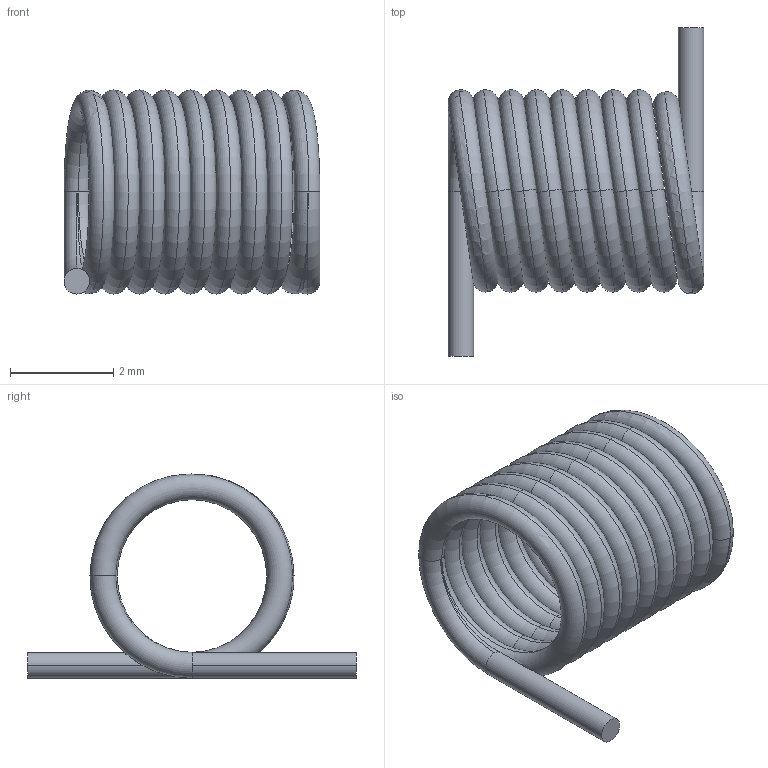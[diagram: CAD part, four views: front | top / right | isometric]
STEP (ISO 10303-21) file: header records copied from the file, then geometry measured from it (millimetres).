
FILE_DESCRIPTION((''),'2;1');
FILE_NAME('IND_COILCRAFT_1812SMS_Part1.stp','2015-02-12T15:47:29',(''),(''),'Mechanical Desktop 2011','Mechanical Desktop 2011',', , ');
FILE_SCHEMA(('AUTOMOTIVE_DESIGN { 1 2 10303 214 1 1 1 1 }'));
Length unit declared in the file: millimetre
Products named in the file (1): Product
Bounding box: 4.95 x 6.35 x 3.95 mm (x, y, z)
Volume: 20.1 mm3; surface area: 171.2 mm2
Topology: 11 solids, 11 shells, 50 faces, 108 edges, 60 vertices
Faces by surface type: torus 38, cylinder 6, plane 6
Entity records: 1554 total; most frequent: CARTESIAN_POINT 327, DIRECTION 298, ORIENTED_EDGE 216, AXIS2_PLACEMENT_3D 147, EDGE_CURVE 108, CIRCLE 96, VERTEX_POINT 60, EDGE_LOOP 50
